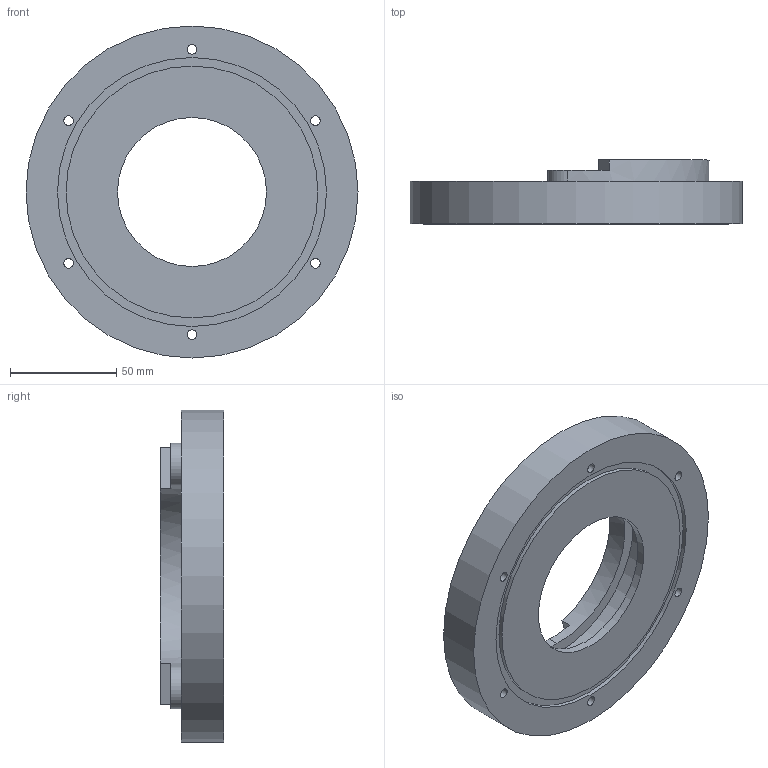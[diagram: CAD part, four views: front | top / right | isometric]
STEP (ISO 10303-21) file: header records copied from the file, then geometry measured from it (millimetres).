
FILE_DESCRIPTION(/* description */ (''),/* implementation_level */ '2;1');
FILE_NAME(/* name */ 'turbo-adapter v7.step',/* time_stamp */ '2021-11-12T10:35:19-08:00',/* author */ (''),/* organization */ (''),/* preprocessor_version */ 'ST-DEVELOPER v18.1',/* originating_system */ 'Autodesk Translation Framework v10.10.0.1391',/* authorisation */ '');
FILE_SCHEMA (('AUTOMOTIVE_DESIGN { 1 0 10303 214 3 1 1 }'));
Length unit declared in the file: millimetre
Products named in the file (1): turbo-adapter
Bounding box: 156 x 30 x 156 mm (x, y, z)
Volume: 277377 mm3; surface area: 61408.8 mm2
Topology: 2 solids, 2 shells, 42 faces, 87 edges, 58 vertices
Faces by surface type: cylinder 25, plane 17
Full cylindrical faces by diameter (mm): 3.3 x6, 4.5 x10, 70 x1, 96 x1, 118.402 x1, 126.402 x1, 156 x1
Entity records: 1221 total; most frequent: DIRECTION 227, CARTESIAN_POINT 188, ORIENTED_EDGE 174, AXIS2_PLACEMENT_3D 97, EDGE_CURVE 87, EDGE_LOOP 73, VERTEX_POINT 58, CIRCLE 54
